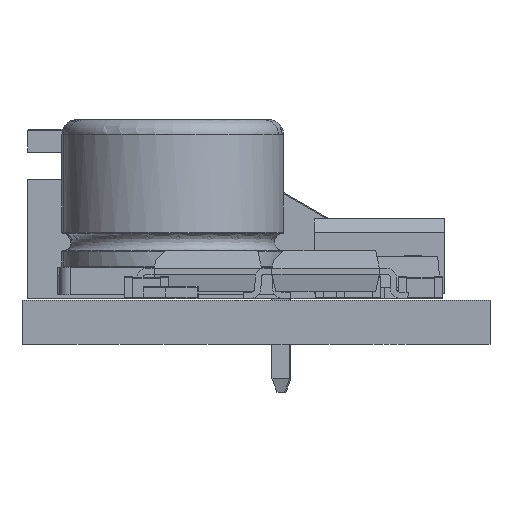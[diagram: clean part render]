
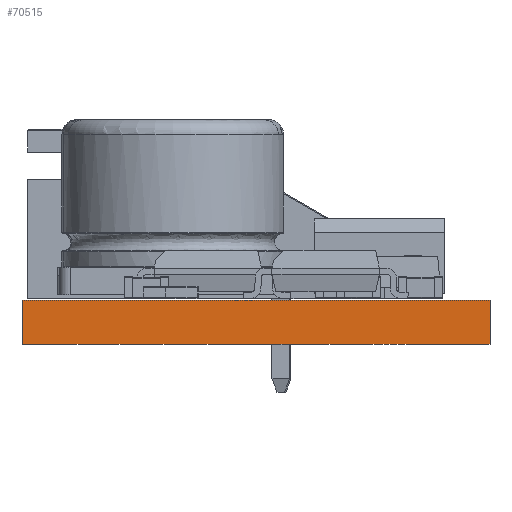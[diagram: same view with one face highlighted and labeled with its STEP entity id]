
A CAD part, front view. The second image highlights one B-rep face of the part: STEP entity #70515.
In plain terms, the highlighted planar face has unit normal (0, -1, 0).
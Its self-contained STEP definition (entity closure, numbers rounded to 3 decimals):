
#65091 = PLANE('',#65092);
#65092 = AXIS2_PLACEMENT_3D('',#65093,#65094,#65095);
#65093 = CARTESIAN_POINT('',(100.,-95.94,1.6));
#65094 = DIRECTION('',(-0.,-0.,-1.));
#65095 = DIRECTION('',(-1.,0.,0.));
#65145 = PLANE('',#65146);
#65146 = AXIS2_PLACEMENT_3D('',#65147,#65148,#65149);
#65147 = CARTESIAN_POINT('',(100.,-95.94,0.));
#65148 = DIRECTION('',(-0.,-0.,-1.));
#65149 = DIRECTION('',(-1.,0.,0.));
#66038 = VERTEX_POINT('',#66039);
#66039 = CARTESIAN_POINT('',(108.5,-139.25,0.));
#66053 = PLANE('',#66054);
#66054 = AXIS2_PLACEMENT_3D('',#66055,#66056,#66057);
#66055 = CARTESIAN_POINT('',(108.5,-76.25,0.));
#66056 = DIRECTION('',(1.,0.,-0.));
#66057 = DIRECTION('',(0.,-1.,0.));
#66065 = EDGE_CURVE('',#66038,#66066,#66068,.T.);
#66066 = VERTEX_POINT('',#66067);
#66067 = CARTESIAN_POINT('',(91.5,-139.25,0.));
#66068 = SURFACE_CURVE('',#66069,(#66073,#66080),.PCURVE_S1.);
#66069 = LINE('',#66070,#66071);
#66070 = CARTESIAN_POINT('',(108.5,-139.25,0.));
#66071 = VECTOR('',#66072,1.);
#66072 = DIRECTION('',(-1.,0.,0.));
#66073 = PCURVE('',#65145,#66074);
#66074 = DEFINITIONAL_REPRESENTATION('',(#66075),#66079);
#66075 = LINE('',#66076,#66077);
#66076 = CARTESIAN_POINT('',(-8.5,-43.31));
#66077 = VECTOR('',#66078,1.);
#66078 = DIRECTION('',(1.,0.));
#66079 = ( GEOMETRIC_REPRESENTATION_CONTEXT(2) 
PARAMETRIC_REPRESENTATION_CONTEXT() REPRESENTATION_CONTEXT('2D SPACE',''
  ) );
#66080 = PCURVE('',#66081,#66086);
#66081 = PLANE('',#66082);
#66082 = AXIS2_PLACEMENT_3D('',#66083,#66084,#66085);
#66083 = CARTESIAN_POINT('',(108.5,-139.25,0.));
#66084 = DIRECTION('',(0.,-1.,0.));
#66085 = DIRECTION('',(-1.,0.,0.));
#66086 = DEFINITIONAL_REPRESENTATION('',(#66087),#66091);
#66087 = LINE('',#66088,#66089);
#66088 = CARTESIAN_POINT('',(0.,-0.));
#66089 = VECTOR('',#66090,1.);
#66090 = DIRECTION('',(1.,0.));
#66091 = ( GEOMETRIC_REPRESENTATION_CONTEXT(2) 
PARAMETRIC_REPRESENTATION_CONTEXT() REPRESENTATION_CONTEXT('2D SPACE',''
  ) );
#66109 = PLANE('',#66110);
#66110 = AXIS2_PLACEMENT_3D('',#66111,#66112,#66113);
#66111 = CARTESIAN_POINT('',(91.5,-139.25,0.));
#66112 = DIRECTION('',(-1.,0.,0.));
#66113 = DIRECTION('',(0.,1.,0.));
#67944 = VERTEX_POINT('',#67945);
#67945 = CARTESIAN_POINT('',(108.5,-139.25,1.6));
#67966 = EDGE_CURVE('',#67944,#67967,#67969,.T.);
#67967 = VERTEX_POINT('',#67968);
#67968 = CARTESIAN_POINT('',(91.5,-139.25,1.6));
#67969 = SURFACE_CURVE('',#67970,(#67974,#67981),.PCURVE_S1.);
#67970 = LINE('',#67971,#67972);
#67971 = CARTESIAN_POINT('',(108.5,-139.25,1.6));
#67972 = VECTOR('',#67973,1.);
#67973 = DIRECTION('',(-1.,0.,0.));
#67974 = PCURVE('',#65091,#67975);
#67975 = DEFINITIONAL_REPRESENTATION('',(#67976),#67980);
#67976 = LINE('',#67977,#67978);
#67977 = CARTESIAN_POINT('',(-8.5,-43.31));
#67978 = VECTOR('',#67979,1.);
#67979 = DIRECTION('',(1.,0.));
#67980 = ( GEOMETRIC_REPRESENTATION_CONTEXT(2) 
PARAMETRIC_REPRESENTATION_CONTEXT() REPRESENTATION_CONTEXT('2D SPACE',''
  ) );
#67981 = PCURVE('',#66081,#67982);
#67982 = DEFINITIONAL_REPRESENTATION('',(#67983),#67987);
#67983 = LINE('',#67984,#67985);
#67984 = CARTESIAN_POINT('',(0.,-1.6));
#67985 = VECTOR('',#67986,1.);
#67986 = DIRECTION('',(1.,0.));
#67987 = ( GEOMETRIC_REPRESENTATION_CONTEXT(2) 
PARAMETRIC_REPRESENTATION_CONTEXT() REPRESENTATION_CONTEXT('2D SPACE',''
  ) );
#70467 = EDGE_CURVE('',#66038,#67944,#70468,.T.);
#70468 = SURFACE_CURVE('',#70469,(#70473,#70480),.PCURVE_S1.);
#70469 = LINE('',#70470,#70471);
#70470 = CARTESIAN_POINT('',(108.5,-139.25,0.));
#70471 = VECTOR('',#70472,1.);
#70472 = DIRECTION('',(0.,0.,1.));
#70473 = PCURVE('',#66053,#70474);
#70474 = DEFINITIONAL_REPRESENTATION('',(#70475),#70479);
#70475 = LINE('',#70476,#70477);
#70476 = CARTESIAN_POINT('',(63.,0.));
#70477 = VECTOR('',#70478,1.);
#70478 = DIRECTION('',(0.,-1.));
#70479 = ( GEOMETRIC_REPRESENTATION_CONTEXT(2) 
PARAMETRIC_REPRESENTATION_CONTEXT() REPRESENTATION_CONTEXT('2D SPACE',''
  ) );
#70480 = PCURVE('',#66081,#70481);
#70481 = DEFINITIONAL_REPRESENTATION('',(#70482),#70486);
#70482 = LINE('',#70483,#70484);
#70483 = CARTESIAN_POINT('',(0.,-0.));
#70484 = VECTOR('',#70485,1.);
#70485 = DIRECTION('',(0.,-1.));
#70486 = ( GEOMETRIC_REPRESENTATION_CONTEXT(2) 
PARAMETRIC_REPRESENTATION_CONTEXT() REPRESENTATION_CONTEXT('2D SPACE',''
  ) );
#70515 = ADVANCED_FACE('',(#70516),#66081,.T.);
#70516 = FACE_BOUND('',#70517,.T.);
#70517 = EDGE_LOOP('',(#70518,#70519,#70520,#70541));
#70518 = ORIENTED_EDGE('',*,*,#70467,.T.);
#70519 = ORIENTED_EDGE('',*,*,#67966,.T.);
#70520 = ORIENTED_EDGE('',*,*,#70521,.F.);
#70521 = EDGE_CURVE('',#66066,#67967,#70522,.T.);
#70522 = SURFACE_CURVE('',#70523,(#70527,#70534),.PCURVE_S1.);
#70523 = LINE('',#70524,#70525);
#70524 = CARTESIAN_POINT('',(91.5,-139.25,0.));
#70525 = VECTOR('',#70526,1.);
#70526 = DIRECTION('',(0.,0.,1.));
#70527 = PCURVE('',#66081,#70528);
#70528 = DEFINITIONAL_REPRESENTATION('',(#70529),#70533);
#70529 = LINE('',#70530,#70531);
#70530 = CARTESIAN_POINT('',(17.,0.));
#70531 = VECTOR('',#70532,1.);
#70532 = DIRECTION('',(0.,-1.));
#70533 = ( GEOMETRIC_REPRESENTATION_CONTEXT(2) 
PARAMETRIC_REPRESENTATION_CONTEXT() REPRESENTATION_CONTEXT('2D SPACE',''
  ) );
#70534 = PCURVE('',#66109,#70535);
#70535 = DEFINITIONAL_REPRESENTATION('',(#70536),#70540);
#70536 = LINE('',#70537,#70538);
#70537 = CARTESIAN_POINT('',(0.,0.));
#70538 = VECTOR('',#70539,1.);
#70539 = DIRECTION('',(0.,-1.));
#70540 = ( GEOMETRIC_REPRESENTATION_CONTEXT(2) 
PARAMETRIC_REPRESENTATION_CONTEXT() REPRESENTATION_CONTEXT('2D SPACE',''
  ) );
#70541 = ORIENTED_EDGE('',*,*,#66065,.F.);
